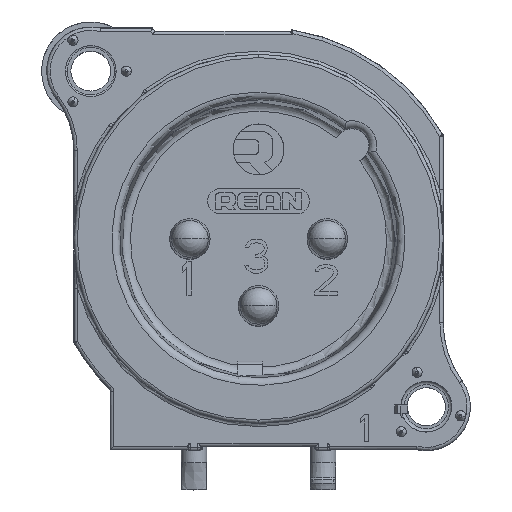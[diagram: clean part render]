
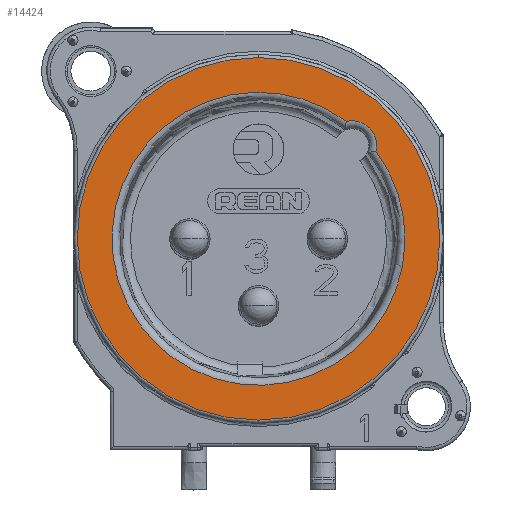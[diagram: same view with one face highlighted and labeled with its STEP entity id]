
A CAD part, top view. The second image highlights one B-rep face of the part: STEP entity #14424.
In plain terms, the highlighted planar face has unit normal (0, 0, 1).
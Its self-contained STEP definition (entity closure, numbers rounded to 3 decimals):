
#3579=CARTESIAN_POINT('',(0.,0.,2.7));
#3580=DIRECTION('',(0.,0.,-1.));
#3581=DIRECTION('',(0.,1.,0.));
#3582=AXIS2_PLACEMENT_3D('',#3579,#3580,#3581);
#3584=CARTESIAN_POINT('',(0.,0.,2.7));
#3585=DIRECTION('',(0.,0.,-1.));
#3586=DIRECTION('',(0.,-1.,0.));
#3587=AXIS2_PLACEMENT_3D('',#3584,#3585,#3586);
#3589=CARTESIAN_POINT('',(5.515,5.515,2.7));
#3590=DIRECTION('',(0.,0.,1.));
#3591=DIRECTION('',(0.972,-0.235,0.));
#3592=AXIS2_PLACEMENT_3D('',#3589,#3590,#3591);
#3594=CARTESIAN_POINT('',(0.,0.,2.7));
#3595=DIRECTION('',(0.,0.,1.));
#3596=DIRECTION('',(0.599,0.801,0.));
#3597=AXIS2_PLACEMENT_3D('',#3594,#3595,#3596);
#3599=CARTESIAN_POINT('',(0.,0.,2.7));
#3600=DIRECTION('',(0.,0.,1.));
#3601=DIRECTION('',(-0.706,-0.708,0.));
#3602=AXIS2_PLACEMENT_3D('',#3599,#3600,#3601);
#3604=CARTESIAN_POINT('',(0.,0.,2.7));
#3605=DIRECTION('',(0.,0.,1.));
#3606=DIRECTION('',(-0.599,-0.801,0.));
#3607=AXIS2_PLACEMENT_3D('',#3604,#3605,#3606);
#8856=CARTESIAN_POINT('',(0.,10.7,2.7));
#8857=VERTEX_POINT('',#8856);
#8858=CARTESIAN_POINT('',(0.,-10.7,2.7));
#8859=VERTEX_POINT('',#8858);
#8860=CARTESIAN_POINT('',(6.925,5.175,2.7));
#8861=CARTESIAN_POINT('',(5.175,6.925,2.7));
#8862=VERTEX_POINT('',#8860);
#8863=VERTEX_POINT('',#8861);
#8864=CARTESIAN_POINT('',(-6.106,-6.12,2.7));
#8865=VERTEX_POINT('',#8864);
#8866=CARTESIAN_POINT('',(-5.175,-6.925,2.7));
#8867=VERTEX_POINT('',#8866);
#14405=CARTESIAN_POINT('',(0.,0.,2.7));
#14406=DIRECTION('',(0.,0.,-1.));
#14407=DIRECTION('',(0.,-1.,0.));
#14408=AXIS2_PLACEMENT_3D('',#14405,#14406,#14407);
#14409=PLANE('',#14408);
#14410=ORIENTED_EDGE('',*,*,#14400,.T.);
#14411=ORIENTED_EDGE('',*,*,#14384,.T.);
#14412=EDGE_LOOP('',(#14410,#14411));
#14413=FACE_OUTER_BOUND('',#14412,.F.);
#14415=ORIENTED_EDGE('',*,*,#14414,.T.);
#14417=ORIENTED_EDGE('',*,*,#14416,.T.);
#14419=ORIENTED_EDGE('',*,*,#14418,.T.);
#14421=ORIENTED_EDGE('',*,*,#14420,.T.);
#14422=EDGE_LOOP('',(#14415,#14417,#14419,#14421));
#14423=FACE_BOUND('',#14422,.F.);
#14424=ADVANCED_FACE('',(#14413,#14423),#14409,.F.);
#3583=CIRCLE('',#3582,10.7);
#3588=CIRCLE('',#3587,10.7);
#3593=CIRCLE('',#3592,1.45);
#3598=CIRCLE('',#3597,8.645);
#3603=CIRCLE('',#3602,8.645);
#3608=CIRCLE('',#3607,8.645);
#14384=EDGE_CURVE('',#8859,#8857,#3588,.T.);
#14400=EDGE_CURVE('',#8857,#8859,#3583,.T.);
#14414=EDGE_CURVE('',#8862,#8863,#3593,.T.);
#14416=EDGE_CURVE('',#8863,#8865,#3598,.T.);
#14418=EDGE_CURVE('',#8865,#8867,#3603,.T.);
#14420=EDGE_CURVE('',#8867,#8862,#3608,.T.);
